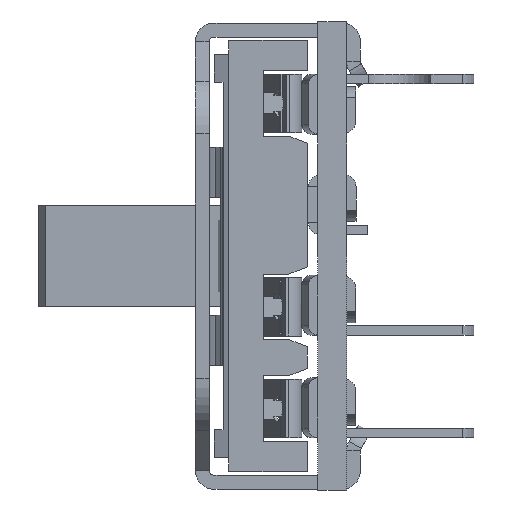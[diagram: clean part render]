
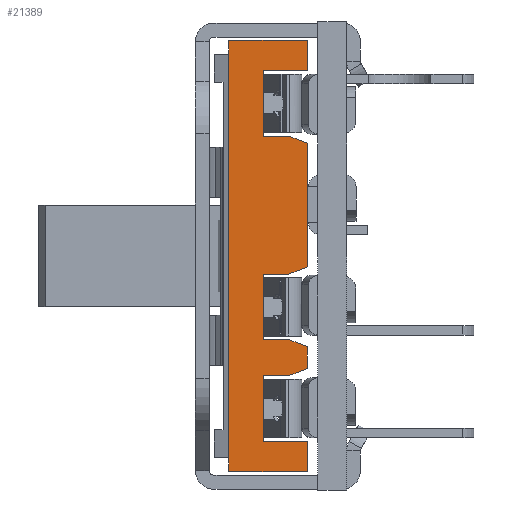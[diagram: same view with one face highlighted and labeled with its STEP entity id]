
A CAD part, left-side view. The second image highlights one B-rep face of the part: STEP entity #21389.
In plain terms, the highlighted planar face has unit normal (-1, 0, 0).
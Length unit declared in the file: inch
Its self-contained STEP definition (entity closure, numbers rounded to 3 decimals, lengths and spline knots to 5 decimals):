
#1525=FACE_OUTER_BOUND('',#2624,.T.);
#2624=EDGE_LOOP('',(#18502,#18503,#18504,#18505,#18506,#18507,#18508,#18509,
#18510,#18511,#18512,#18513,#18514,#18515,#18516,#18517,#18518,#18519,#18520,
#18521,#18522,#18523));
#5270=LINE('',#34320,#7661);
#5307=LINE('',#34411,#7698);
#5336=LINE('',#34463,#7727);
#5343=LINE('',#34476,#7734);
#5381=LINE('',#34586,#7772);
#5386=LINE('',#34595,#7777);
#5391=LINE('',#34604,#7782);
#5395=LINE('',#34611,#7786);
#5397=LINE('',#34614,#7788);
#5399=LINE('',#34618,#7790);
#5400=LINE('',#34621,#7791);
#5403=LINE('',#34627,#7794);
#5405=LINE('',#34630,#7796);
#5406=LINE('',#34633,#7797);
#5408=LINE('',#34637,#7799);
#5410=LINE('',#34641,#7801);
#5412=LINE('',#34644,#7803);
#5413=LINE('',#34647,#7804);
#5414=LINE('',#34648,#7805);
#5415=LINE('',#34649,#7806);
#5416=LINE('',#34650,#7807);
#5417=LINE('',#34651,#7808);
#7661=VECTOR('',#27862,0.3937);
#7698=VECTOR('',#27923,0.3937);
#7727=VECTOR('',#27970,0.3937);
#7734=VECTOR('',#27981,0.3937);
#7772=VECTOR('',#28087,0.3937);
#7777=VECTOR('',#28096,0.3937);
#7782=VECTOR('',#28105,0.3937);
#7786=VECTOR('',#28113,0.3937);
#7788=VECTOR('',#28117,0.3937);
#7790=VECTOR('',#28121,0.3937);
#7791=VECTOR('',#28124,0.3937);
#7794=VECTOR('',#28129,0.3937);
#7796=VECTOR('',#28133,0.3937);
#7797=VECTOR('',#28136,0.3937);
#7799=VECTOR('',#28140,0.3937);
#7801=VECTOR('',#28144,0.3937);
#7803=VECTOR('',#28148,0.3937);
#7804=VECTOR('',#28151,0.3937);
#7805=VECTOR('',#28152,0.3937);
#7806=VECTOR('',#28153,0.3937);
#7807=VECTOR('',#28154,0.3937);
#7808=VECTOR('',#28155,0.3937);
#9640=VERTEX_POINT('',#34317);
#9641=VERTEX_POINT('',#34319);
#9676=VERTEX_POINT('',#34408);
#9677=VERTEX_POINT('',#34410);
#9690=VERTEX_POINT('',#34459);
#9691=VERTEX_POINT('',#34461);
#9694=VERTEX_POINT('',#34471);
#9732=VERTEX_POINT('',#34583);
#9733=VERTEX_POINT('',#34585);
#9734=VERTEX_POINT('',#34592);
#9735=VERTEX_POINT('',#34594);
#9736=VERTEX_POINT('',#34601);
#9737=VERTEX_POINT('',#34603);
#9738=VERTEX_POINT('',#34610);
#9739=VERTEX_POINT('',#34616);
#9740=VERTEX_POINT('',#34620);
#9741=VERTEX_POINT('',#34624);
#9742=VERTEX_POINT('',#34626);
#9743=VERTEX_POINT('',#34632);
#9744=VERTEX_POINT('',#34636);
#9745=VERTEX_POINT('',#34640);
#9746=VERTEX_POINT('',#34646);
#12532=EDGE_CURVE('',#9640,#9641,#5270,.T.);
#12575=EDGE_CURVE('',#9676,#9677,#5307,.T.);
#12604=EDGE_CURVE('',#9690,#9691,#5336,.T.);
#12611=EDGE_CURVE('',#9641,#9694,#5343,.T.);
#12661=EDGE_CURVE('',#9733,#9732,#5381,.T.);
#12666=EDGE_CURVE('',#9735,#9734,#5386,.T.);
#12671=EDGE_CURVE('',#9737,#9736,#5391,.T.);
#12675=EDGE_CURVE('',#9738,#9733,#5395,.T.);
#12677=EDGE_CURVE('',#9676,#9738,#5397,.T.);
#12679=EDGE_CURVE('',#9732,#9739,#5399,.T.);
#12680=EDGE_CURVE('',#9740,#9735,#5400,.T.);
#12683=EDGE_CURVE('',#9742,#9741,#5403,.T.);
#12685=EDGE_CURVE('',#9734,#9742,#5405,.T.);
#12686=EDGE_CURVE('',#9743,#9737,#5406,.T.);
#12688=EDGE_CURVE('',#9744,#9743,#5408,.T.);
#12690=EDGE_CURVE('',#9745,#9677,#5410,.T.);
#12692=EDGE_CURVE('',#9736,#9745,#5412,.T.);
#12693=EDGE_CURVE('',#9746,#9739,#5413,.T.);
#12694=EDGE_CURVE('',#9746,#9694,#5414,.T.);
#12695=EDGE_CURVE('',#9690,#9640,#5415,.T.);
#12696=EDGE_CURVE('',#9740,#9691,#5416,.T.);
#12697=EDGE_CURVE('',#9744,#9741,#5417,.T.);
#18502=ORIENTED_EDGE('',*,*,#12677,.T.);
#18503=ORIENTED_EDGE('',*,*,#12675,.T.);
#18504=ORIENTED_EDGE('',*,*,#12661,.T.);
#18505=ORIENTED_EDGE('',*,*,#12679,.T.);
#18506=ORIENTED_EDGE('',*,*,#12693,.F.);
#18507=ORIENTED_EDGE('',*,*,#12694,.T.);
#18508=ORIENTED_EDGE('',*,*,#12611,.F.);
#18509=ORIENTED_EDGE('',*,*,#12532,.F.);
#18510=ORIENTED_EDGE('',*,*,#12695,.F.);
#18511=ORIENTED_EDGE('',*,*,#12604,.T.);
#18512=ORIENTED_EDGE('',*,*,#12696,.F.);
#18513=ORIENTED_EDGE('',*,*,#12680,.T.);
#18514=ORIENTED_EDGE('',*,*,#12666,.T.);
#18515=ORIENTED_EDGE('',*,*,#12685,.T.);
#18516=ORIENTED_EDGE('',*,*,#12683,.T.);
#18517=ORIENTED_EDGE('',*,*,#12697,.F.);
#18518=ORIENTED_EDGE('',*,*,#12688,.T.);
#18519=ORIENTED_EDGE('',*,*,#12686,.T.);
#18520=ORIENTED_EDGE('',*,*,#12671,.T.);
#18521=ORIENTED_EDGE('',*,*,#12692,.T.);
#18522=ORIENTED_EDGE('',*,*,#12690,.T.);
#18523=ORIENTED_EDGE('',*,*,#12575,.F.);
#19396=PLANE('',#22895);
#21389=ADVANCED_FACE('',(#1525),#19396,.T.);
#22895=AXIS2_PLACEMENT_3D('',#34645,#28149,#28150);
#27862=DIRECTION('',(0.,0.,1.));
#27923=DIRECTION('',(0.,0.,-1.));
#27970=DIRECTION('',(0.,-1.,0.));
#27981=DIRECTION('',(0.,0.,1.));
#28087=DIRECTION('',(0.,0.,1.));
#28096=DIRECTION('',(0.,0.,1.));
#28105=DIRECTION('',(0.,0.,1.));
#28113=DIRECTION('',(0.,1.,0.));
#28117=DIRECTION('',(0.,0.932,0.361));
#28121=DIRECTION('',(0.,-1.,0.));
#28124=DIRECTION('',(0.,1.,0.));
#28129=DIRECTION('',(0.,-0.932,0.361));
#28133=DIRECTION('',(0.,-1.,0.));
#28136=DIRECTION('',(0.,1.,0.));
#28140=DIRECTION('',(0.,0.932,0.361));
#28144=DIRECTION('',(0.,-0.932,0.361));
#28148=DIRECTION('',(0.,-1.,0.));
#28149=DIRECTION('center_axis',(-1.,0.,0.));
#28150=DIRECTION('ref_axis',(0.,0.,
1.));
#28151=DIRECTION('',(0.,0.,-1.));
#28152=DIRECTION('',(0.,1.,0.));
#28153=DIRECTION('',(0.,0.,1.));
#28154=DIRECTION('',(0.,0.,-1.));
#28155=DIRECTION('',(0.,0.,-1.));
#34317=CARTESIAN_POINT('',(0.32218,-0.25557,-0.90401));
#34319=CARTESIAN_POINT('',(0.32218,-0.25557,-0.03901));
#34320=CARTESIAN_POINT('',(0.32218,-0.25557,-0.00901));
#34408=CARTESIAN_POINT('',(0.32218,-0.42457,-0.23001));
#34410=CARTESIAN_POINT('',(0.32218,-0.42457,-0.49501));
#34411=CARTESIAN_POINT('',(0.32218,-0.42457,-0.00901));
#34459=CARTESIAN_POINT('',(0.32218,-0.25557,-0.93401));
#34461=CARTESIAN_POINT('',(0.32218,-0.42457,-0.93401));
#34463=CARTESIAN_POINT('',(0.32218,-0.42457,-0.93401));
#34471=CARTESIAN_POINT('',(0.32218,-0.25557,-0.00901));
#34476=CARTESIAN_POINT('',(0.32218,-0.25557,-0.00901));
#34583=CARTESIAN_POINT('',(0.32218,-0.32957,-0.07351));
#34585=CARTESIAN_POINT('',(0.32218,-0.32957,-0.21451));
#34586=CARTESIAN_POINT('',(0.32218,-0.32957,-0.04126));
#34592=CARTESIAN_POINT('',(0.32218,-0.32957,-0.72851));
#34594=CARTESIAN_POINT('',(0.32218,-0.32957,-0.86951));
#34595=CARTESIAN_POINT('',(0.32218,-0.32957,-0.36876));
#34601=CARTESIAN_POINT('',(0.32218,-0.32957,-0.51051));
#34603=CARTESIAN_POINT('',(0.32218,-0.32957,-0.65051));
#34604=CARTESIAN_POINT('',(0.32218,-0.32957,-0.25976));
#34610=CARTESIAN_POINT('',(0.32218,-0.38457,-0.21451));
#34611=CARTESIAN_POINT('',(0.32218,-0.27707,-0.21451));
#34614=CARTESIAN_POINT('',(0.32218,-0.2804,-0.17414));
#34616=CARTESIAN_POINT('',(0.32218,-0.42457,-0.07351));
#34618=CARTESIAN_POINT('',(0.32218,-0.30457,-0.07351));
#34620=CARTESIAN_POINT('',(0.32218,-0.42457,-0.86951));
#34621=CARTESIAN_POINT('',(0.32218,-0.27707,-0.86951));
#34624=CARTESIAN_POINT('',(0.32218,-0.42457,-0.71301));
#34626=CARTESIAN_POINT('',(0.32218,-0.38457,-0.72851));
#34627=CARTESIAN_POINT('',(0.32218,-0.45622,-0.70075));
#34630=CARTESIAN_POINT('',(0.32218,-0.30457,-0.72851));
#34632=CARTESIAN_POINT('',(0.32218,-0.38457,-0.65051));
#34633=CARTESIAN_POINT('',(0.32218,-0.27707,-0.65051));
#34636=CARTESIAN_POINT('',(0.32218,-0.42457,-0.66601));
#34637=CARTESIAN_POINT('',(0.32218,-0.20696,-0.58169));
#34640=CARTESIAN_POINT('',(0.32218,-0.38457,-0.51051));
#34641=CARTESIAN_POINT('',(0.32218,-0.4195,-0.49698));
#34644=CARTESIAN_POINT('',(0.32218,-0.30457,-0.51051));
#34645=CARTESIAN_POINT('Origin',(0.32218,-0.22457,-0.00901));
#34646=CARTESIAN_POINT('',(0.32218,-0.42457,-0.00901));
#34647=CARTESIAN_POINT('',(0.32218,-0.42457,-0.00901));
#34648=CARTESIAN_POINT('',(0.32218,-0.42457,-0.00901));
#34649=CARTESIAN_POINT('',(0.32218,-0.25557,-0.00901));
#34650=CARTESIAN_POINT('',(0.32218,-0.42457,-0.00901));
#34651=CARTESIAN_POINT('',(0.32218,-0.42457,-0.00901));
